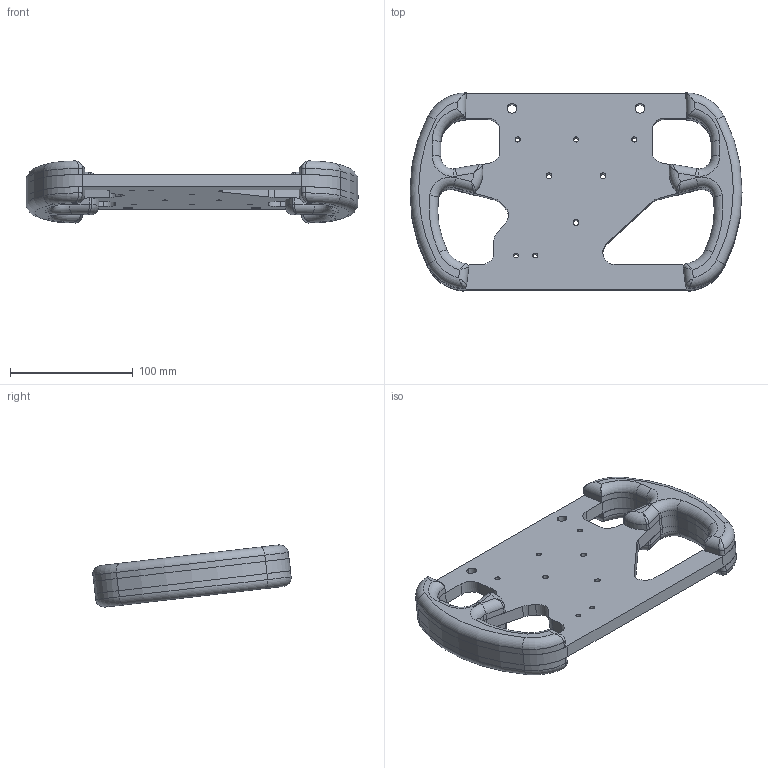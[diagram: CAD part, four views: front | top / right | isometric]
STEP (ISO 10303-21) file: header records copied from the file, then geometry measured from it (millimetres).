
FILE_DESCRIPTION (( 'STEP AP203' ), '1' );
FILE_NAME ('P18 6030100 Steering Wheel v2_Default_sldprt.STEP', '2021-05-05T12:55:32', ( '' ), ( '' ), 'SwSTEP 2.0', 'SolidWorks 2017', '' );
FILE_SCHEMA (( 'CONFIG_CONTROL_DESIGN' ));
Length unit declared in the file: millimetre
Products named in the file (1): P18 6030100 Steering Wheel v2_Default_sldprt
Bounding box: 270 x 161.21 x 50.52 mm (x, y, z)
Volume: 478974.7 mm3; surface area: 125716.5 mm2
Topology: 5 solids, 5 shells, 256 faces, 658 edges, 388 vertices
Faces by surface type: cylinder 144, plane 48, torus 40, bspline 24
Entity records: 10183 total; most frequent: CARTESIAN_POINT 3927, DIRECTION 1372, ORIENTED_EDGE 1268, EDGE_CURVE 634, AXIS2_PLACEMENT_3D 557, VERTEX_POINT 388, CIRCLE 324, EDGE_LOOP 284
